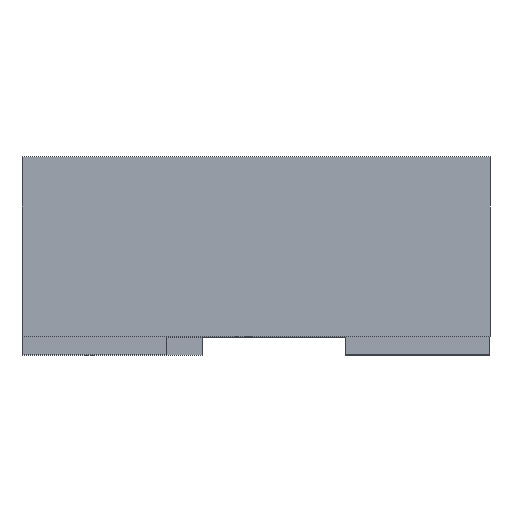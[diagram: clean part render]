
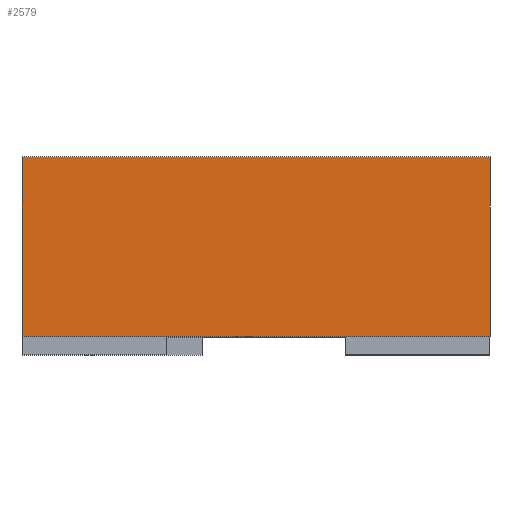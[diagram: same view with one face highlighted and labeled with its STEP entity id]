
A CAD part, top view. The second image highlights one B-rep face of the part: STEP entity #2579.
In plain terms, the highlighted planar face has unit normal (0, 0, 1).
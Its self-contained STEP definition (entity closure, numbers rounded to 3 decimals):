
#43 = VECTOR ( 'NONE', #2636, 1000. ) ;
#101 = EDGE_LOOP ( 'NONE', ( #2243, #1881, #1029, #582 ) ) ;
#202 = CARTESIAN_POINT ( 'NONE',  ( -0.65, 2.74, 0.5 ) ) ;
#346 = VERTEX_POINT ( 'NONE', #837 ) ;
#382 = EDGE_CURVE ( 'NONE', #1431, #346, #1807, .T. ) ;
#461 = CARTESIAN_POINT ( 'NONE',  ( -0.65, 0.55, 0.5 ) ) ;
#482 = EDGE_CURVE ( 'NONE', #346, #1530, #1906, .T. ) ;
#582 = ORIENTED_EDGE ( 'NONE', *, *, #1927, .F. ) ;
#671 = LINE ( 'NONE', #2321, #1540 ) ;
#700 = VECTOR ( 'NONE', #2445, 1000. ) ;
#814 = PLANE ( 'NONE',  #1524 ) ;
#837 = CARTESIAN_POINT ( 'NONE',  ( -0.65, 0.05, 0.5 ) ) ;
#964 = CARTESIAN_POINT ( 'NONE',  ( 0.65, 2.74, 0.5 ) ) ;
#1029 = ORIENTED_EDGE ( 'NONE', *, *, #482, .T. ) ;
#1082 = VECTOR ( 'NONE', #1488, 1000. ) ;
#1431 = VERTEX_POINT ( 'NONE', #461 ) ;
#1488 = DIRECTION ( 'NONE',  ( 1., 0., 0. ) ) ;
#1524 = AXIS2_PLACEMENT_3D ( 'NONE', #964, #2421, #1970 ) ;
#1530 = VERTEX_POINT ( 'NONE', #1709 ) ;
#1540 = VECTOR ( 'NONE', #2076, 1000. ) ;
#1553 = CARTESIAN_POINT ( 'NONE',  ( 0.65, 0.05, 0.5 ) ) ;
#1616 = VERTEX_POINT ( 'NONE', #2007 ) ;
#1709 = CARTESIAN_POINT ( 'NONE',  ( 0.65, 0.05, 0.5 ) ) ;
#1715 = EDGE_CURVE ( 'NONE', #1431, #1616, #671, .T. ) ;
#1807 = LINE ( 'NONE', #202, #43 ) ;
#1881 = ORIENTED_EDGE ( 'NONE', *, *, #382, .T. ) ;
#1906 = LINE ( 'NONE', #1553, #1082 ) ;
#1927 = EDGE_CURVE ( 'NONE', #1616, #1530, #2499, .T. ) ;
#1929 = FACE_OUTER_BOUND ( 'NONE', #101, .T. ) ;
#1970 = DIRECTION ( 'NONE',  ( -1., 0., 0. ) ) ;
#2007 = CARTESIAN_POINT ( 'NONE',  ( 0.65, 0.55, 0.5 ) ) ;
#2076 = DIRECTION ( 'NONE',  ( 1., 0., 0. ) ) ;
#2174 = CARTESIAN_POINT ( 'NONE',  ( 0.65, 2.74, 0.5 ) ) ;
#2243 = ORIENTED_EDGE ( 'NONE', *, *, #1715, .F. ) ;
#2321 = CARTESIAN_POINT ( 'NONE',  ( 0.65, 0.55, 0.5 ) ) ;
#2421 = DIRECTION ( 'NONE',  ( 0., 0., -1. ) ) ;
#2445 = DIRECTION ( 'NONE',  ( 0., -1., 0. ) ) ;
#2499 = LINE ( 'NONE', #2174, #700 ) ;
#2579 = ADVANCED_FACE ( 'NONE', ( #1929 ), #814, .F. ) ;
#2636 = DIRECTION ( 'NONE',  ( 0., -1., 0. ) ) ;
